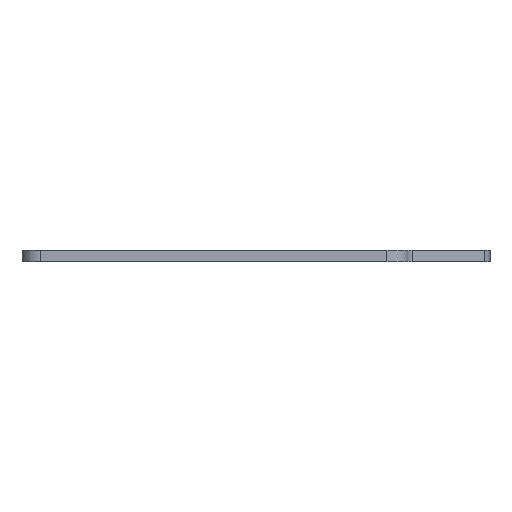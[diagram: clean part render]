
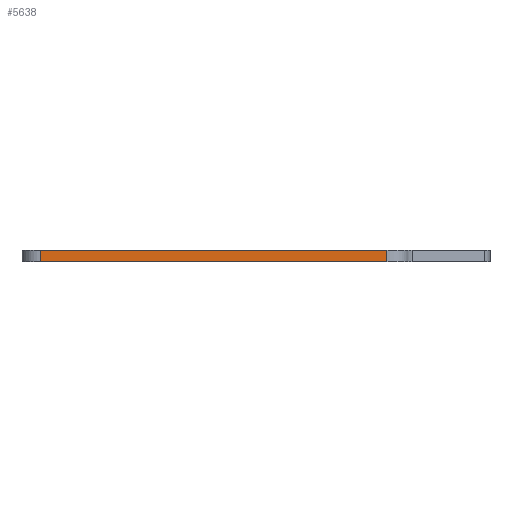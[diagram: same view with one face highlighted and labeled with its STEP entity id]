
A CAD part, front view. The second image highlights one B-rep face of the part: STEP entity #5638.
In plain terms, the highlighted planar face has unit normal (0, -1, 0).
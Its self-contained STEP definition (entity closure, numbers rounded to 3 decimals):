
#84 = PLANE('',#85);
#85 = AXIS2_PLACEMENT_3D('',#86,#87,#88);
#86 = CARTESIAN_POINT('',(147.145,-103.728,1.6));
#87 = DIRECTION('',(0.,0.,1.));
#88 = DIRECTION('',(1.,0.,-0.));
#139 = PLANE('',#140);
#140 = AXIS2_PLACEMENT_3D('',#141,#142,#143);
#141 = CARTESIAN_POINT('',(147.145,-103.728,0.));
#142 = DIRECTION('',(0.,0.,1.));
#143 = DIRECTION('',(1.,0.,-0.));
#248 = CYLINDRICAL_SURFACE('',#249,2.54);
#249 = AXIS2_PLACEMENT_3D('',#250,#251,#252);
#250 = CARTESIAN_POINT('',(118.461,-141.197,0.));
#251 = DIRECTION('',(-0.,-0.,-1.));
#252 = DIRECTION('',(1.,0.,-0.));
#309 = VERTEX_POINT('',#310);
#310 = CARTESIAN_POINT('',(118.461,-143.737,0.));
#332 = EDGE_CURVE('',#333,#309,#335,.T.);
#333 = VERTEX_POINT('',#334);
#334 = CARTESIAN_POINT('',(166.721,-143.737,0.));
#335 = SURFACE_CURVE('',#336,(#340,#347),.PCURVE_S1.);
#336 = LINE('',#337,#338);
#337 = CARTESIAN_POINT('',(166.721,-143.737,0.));
#338 = VECTOR('',#339,1.);
#339 = DIRECTION('',(-1.,0.,0.));
#340 = PCURVE('',#139,#341);
#341 = DEFINITIONAL_REPRESENTATION('',(#342),#346);
#342 = LINE('',#343,#344);
#343 = CARTESIAN_POINT('',(19.576,-40.009));
#344 = VECTOR('',#345,1.);
#345 = DIRECTION('',(-1.,0.));
#346 = ( GEOMETRIC_REPRESENTATION_CONTEXT(2) 
PARAMETRIC_REPRESENTATION_CONTEXT() REPRESENTATION_CONTEXT('2D SPACE',''
  ) );
#347 = PCURVE('',#348,#353);
#348 = PLANE('',#349);
#349 = AXIS2_PLACEMENT_3D('',#350,#351,#352);
#350 = CARTESIAN_POINT('',(166.721,-143.737,0.));
#351 = DIRECTION('',(0.,-1.,0.));
#352 = DIRECTION('',(-1.,0.,0.));
#353 = DEFINITIONAL_REPRESENTATION('',(#354),#358);
#354 = LINE('',#355,#356);
#355 = CARTESIAN_POINT('',(0.,0.));
#356 = VECTOR('',#357,1.);
#357 = DIRECTION('',(1.,0.));
#358 = ( GEOMETRIC_REPRESENTATION_CONTEXT(2) 
PARAMETRIC_REPRESENTATION_CONTEXT() REPRESENTATION_CONTEXT('2D SPACE',''
  ) );
#377 = CYLINDRICAL_SURFACE('',#378,2.67);
#378 = AXIS2_PLACEMENT_3D('',#379,#380,#381);
#379 = CARTESIAN_POINT('',(166.848,-141.07,0.));
#380 = DIRECTION('',(-0.,-0.,-1.));
#381 = DIRECTION('',(1.,0.,-0.));
#3164 = VERTEX_POINT('',#3165);
#3165 = CARTESIAN_POINT('',(118.461,-143.737,1.6));
#3187 = EDGE_CURVE('',#3188,#3164,#3190,.T.);
#3188 = VERTEX_POINT('',#3189);
#3189 = CARTESIAN_POINT('',(166.721,-143.737,1.6));
#3190 = SURFACE_CURVE('',#3191,(#3195,#3202),.PCURVE_S1.);
#3191 = LINE('',#3192,#3193);
#3192 = CARTESIAN_POINT('',(166.721,-143.737,1.6));
#3193 = VECTOR('',#3194,1.);
#3194 = DIRECTION('',(-1.,0.,0.));
#3195 = PCURVE('',#84,#3196);
#3196 = DEFINITIONAL_REPRESENTATION('',(#3197),#3201);
#3197 = LINE('',#3198,#3199);
#3198 = CARTESIAN_POINT('',(19.576,-40.009));
#3199 = VECTOR('',#3200,1.);
#3200 = DIRECTION('',(-1.,0.));
#3201 = ( GEOMETRIC_REPRESENTATION_CONTEXT(2) 
PARAMETRIC_REPRESENTATION_CONTEXT() REPRESENTATION_CONTEXT('2D SPACE',''
  ) );
#3202 = PCURVE('',#348,#3203);
#3203 = DEFINITIONAL_REPRESENTATION('',(#3204),#3208);
#3204 = LINE('',#3205,#3206);
#3205 = CARTESIAN_POINT('',(0.,-1.6));
#3206 = VECTOR('',#3207,1.);
#3207 = DIRECTION('',(1.,0.));
#3208 = ( GEOMETRIC_REPRESENTATION_CONTEXT(2) 
PARAMETRIC_REPRESENTATION_CONTEXT() REPRESENTATION_CONTEXT('2D SPACE',''
  ) );
#5590 = EDGE_CURVE('',#309,#3164,#5591,.T.);
#5591 = SURFACE_CURVE('',#5592,(#5596,#5603),.PCURVE_S1.);
#5592 = LINE('',#5593,#5594);
#5593 = CARTESIAN_POINT('',(118.461,-143.737,0.));
#5594 = VECTOR('',#5595,1.);
#5595 = DIRECTION('',(0.,0.,1.));
#5596 = PCURVE('',#248,#5597);
#5597 = DEFINITIONAL_REPRESENTATION('',(#5598),#5602);
#5598 = LINE('',#5599,#5600);
#5599 = CARTESIAN_POINT('',(-4.712,0.));
#5600 = VECTOR('',#5601,1.);
#5601 = DIRECTION('',(-0.,-1.));
#5602 = ( GEOMETRIC_REPRESENTATION_CONTEXT(2) 
PARAMETRIC_REPRESENTATION_CONTEXT() REPRESENTATION_CONTEXT('2D SPACE',''
  ) );
#5603 = PCURVE('',#348,#5604);
#5604 = DEFINITIONAL_REPRESENTATION('',(#5605),#5609);
#5605 = LINE('',#5606,#5607);
#5606 = CARTESIAN_POINT('',(48.26,0.));
#5607 = VECTOR('',#5608,1.);
#5608 = DIRECTION('',(0.,-1.));
#5609 = ( GEOMETRIC_REPRESENTATION_CONTEXT(2) 
PARAMETRIC_REPRESENTATION_CONTEXT() REPRESENTATION_CONTEXT('2D SPACE',''
  ) );
#5638 = ADVANCED_FACE('',(#5639),#348,.T.);
#5639 = FACE_BOUND('',#5640,.T.);
#5640 = EDGE_LOOP('',(#5641,#5662,#5663,#5664));
#5641 = ORIENTED_EDGE('',*,*,#5642,.T.);
#5642 = EDGE_CURVE('',#333,#3188,#5643,.T.);
#5643 = SURFACE_CURVE('',#5644,(#5648,#5655),.PCURVE_S1.);
#5644 = LINE('',#5645,#5646);
#5645 = CARTESIAN_POINT('',(166.721,-143.737,0.));
#5646 = VECTOR('',#5647,1.);
#5647 = DIRECTION('',(0.,0.,1.));
#5648 = PCURVE('',#348,#5649);
#5649 = DEFINITIONAL_REPRESENTATION('',(#5650),#5654);
#5650 = LINE('',#5651,#5652);
#5651 = CARTESIAN_POINT('',(0.,0.));
#5652 = VECTOR('',#5653,1.);
#5653 = DIRECTION('',(0.,-1.));
#5654 = ( GEOMETRIC_REPRESENTATION_CONTEXT(2) 
PARAMETRIC_REPRESENTATION_CONTEXT() REPRESENTATION_CONTEXT('2D SPACE',''
  ) );
#5655 = PCURVE('',#377,#5656);
#5656 = DEFINITIONAL_REPRESENTATION('',(#5657),#5661);
#5657 = LINE('',#5658,#5659);
#5658 = CARTESIAN_POINT('',(-4.665,0.));
#5659 = VECTOR('',#5660,1.);
#5660 = DIRECTION('',(-0.,-1.));
#5661 = ( GEOMETRIC_REPRESENTATION_CONTEXT(2) 
PARAMETRIC_REPRESENTATION_CONTEXT() REPRESENTATION_CONTEXT('2D SPACE',''
  ) );
#5662 = ORIENTED_EDGE('',*,*,#3187,.T.);
#5663 = ORIENTED_EDGE('',*,*,#5590,.F.);
#5664 = ORIENTED_EDGE('',*,*,#332,.F.);
